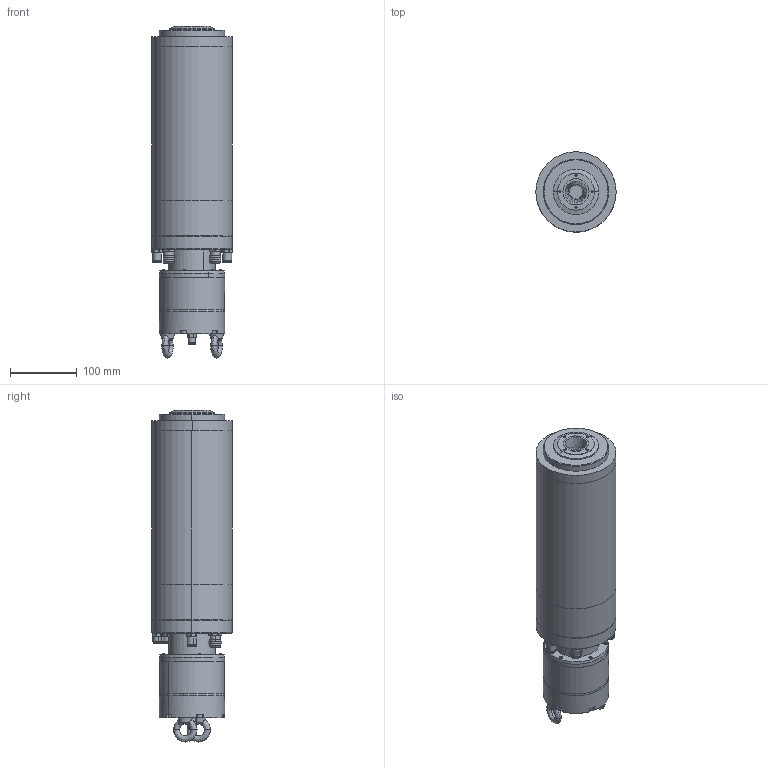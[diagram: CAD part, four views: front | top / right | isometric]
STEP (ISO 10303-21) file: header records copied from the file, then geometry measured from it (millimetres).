
FILE_DESCRIPTION (( 'STEP AP203' ), '1' );
FILE_NAME ('GDL120-30-24Z-6.5籵蚚ァ詰.STEP', '2024-10-07T03:36:18', ( '00' ), ( '' ), 'SwSTEP 2.0', 'SolidWorks 2018', '' );
FILE_SCHEMA (( 'CONFIG_CONTROL_DESIGN' ));
Length unit declared in the file: millimetre
Products named in the file (33): GDL120-30-24Z-6.5籵蚚ァ詰; GB／T 70．1-2000内六角圆柱头螺钉M5×90(8．8级); GB／T 70．1-2000内六角圆柱头螺钉M5×45(8．8级); M12x1.5踢扽跡擘芛15-18; GDL1220-30ァ詰1; YONG RUI D8辦脣ァ郲RC1-8; 遣喳え; GB 825-88吊环螺钉M8×16(20钢); YONG RUI D6辦脣ァ郲RC1-8; GDL1220-30儂褲; ァ詰釱GDL120; 活塞L(带槽); GDL1220-30ヶ蹟譫; 綴詰极; ヶ詰极; GB／T 70．1-2000内六角圆柱头螺钉M6×25(8．8级); ｻ鏸焏; 詰裔; GDL120籵蚚ァ詰; 活塞S(带槽); 籵蚚ァ詰蚾饜; GDL100-125通用活塞
Assembly tree (37 placements, depth 4):
  GDL120-30-24Z-6.5籵蚚ァ詰
    GDL1220-30儂褲
    GDL1220-30ヶ蹟譫
    GDL1220-30ァ詰1
    GDL120籵蚚ァ詰
      ァ詰釱GDL120
      籵蚚ァ詰蚾饜
        綴詰极
        ヶ詰极
        遣喳え
        詰裔
        ｻ鏸焏
        活塞S(带槽)
        活塞L(带槽)
        GDL100-125通用活塞
        GB／T 70．1-2000内六角圆柱头螺钉M5×45(8．8级)
        GB／T 70．1-2000内六角圆柱头螺钉M5×45(8．8级)
        GB／T 70．1-2000内六角圆柱头螺钉M5×45(8．8级)
        GB／T 70．1-2000内六角圆柱头螺钉M5×90(8．8级)
        GB／T 70．1-2000内六角圆柱头螺钉M5×90(8．8级)
        GB／T 70．1-2000内六角圆柱头螺钉M5×90(8．8级)
        GB／T 70．1-2000内六角圆柱头螺钉M5×90(8．8级)
        GB／T 70．1-2000内六角圆柱头螺钉M5×90(8．8级)
        GB／T 70．1-2000内六角圆柱头螺钉M5×90(8．8级)
        GB 825-88吊环螺钉M8×16(20钢)  x2
      YONG RUI D6辦脣ァ郲RC1-8  x3
      YONG RUI D6辦脣ァ郲RC1-8
      YONG RUI D8辦脣ァ郲RC1-8
      YONG RUI D8辦脣ァ郲RC1-8
      M12x1.5踢扽跡擘芛15-18
      M12x1.5踢扽跡擘芛15-18
      GB／T 70．1-2000内六角圆柱头螺钉M6×25(8．8级)  x4
  GB／T 70．1-2000内六角圆柱头螺钉M5×45(8．8级)
Bounding box: 120.48 x 120 x 496.6 mm (x, y, z)
Volume: 3942990.8 mm3; surface area: 417332.5 mm2
Topology: 36 solids, 36 shells, 1116 faces, 2738 edges, 1761 vertices
Faces by surface type: cylinder 440, plane 371, cone 223, bspline 82
Entity records: 36193 total; most frequent: CARTESIAN_POINT 9323, DIRECTION 5108, ORIENTED_EDGE 4728, EDGE_CURVE 2364, AXIS2_PLACEMENT_3D 2090, VERTEX_POINT 1529, CIRCLE 1146, EDGE_LOOP 1119
